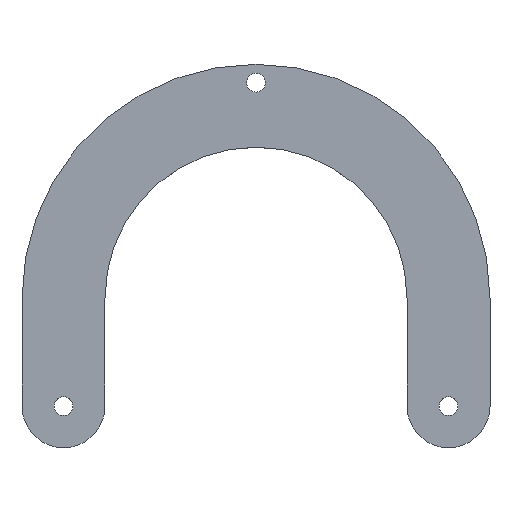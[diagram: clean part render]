
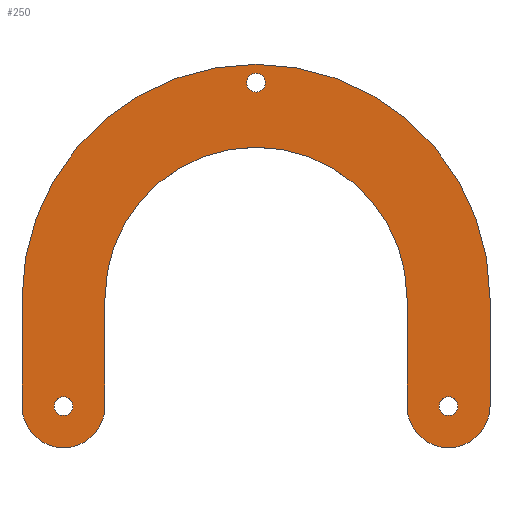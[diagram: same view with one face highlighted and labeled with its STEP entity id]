
A CAD part, top view. The second image highlights one B-rep face of the part: STEP entity #250.
In plain terms, the highlighted planar face has unit normal (0, 0, 1).
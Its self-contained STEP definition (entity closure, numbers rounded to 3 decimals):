
#15=FACE_BOUND('',#52,.T.);
#16=FACE_BOUND('',#53,.T.);
#17=FACE_BOUND('',#54,.T.);
#25=PLANE('',#291);
#38=FACE_OUTER_BOUND('',#51,.T.);
#51=EDGE_LOOP('',(#210,#211,#212,#213,#214,#215,#216,#217));
#52=EDGE_LOOP('',(#218));
#53=EDGE_LOOP('',(#219));
#54=EDGE_LOOP('',(#220));
#64=LINE('',#394,#83);
#68=LINE('',#406,#87);
#72=LINE('',#418,#91);
#76=LINE('',#430,#95);
#83=VECTOR('',#320,10.);
#87=VECTOR('',#332,10.);
#91=VECTOR('',#344,10.);
#95=VECTOR('',#356,10.);
#97=CIRCLE('',#267,2.75);
#99=CIRCLE('',#270,2.75);
#101=CIRCLE('',#273,2.75);
#104=CIRCLE('',#278,12.125);
#106=CIRCLE('',#282,44.135);
#108=CIRCLE('',#286,12.125);
#110=CIRCLE('',#290,68.385);
#111=VERTEX_POINT('',#370);
#113=VERTEX_POINT('',#376);
#115=VERTEX_POINT('',#382);
#119=VERTEX_POINT('',#391);
#120=VERTEX_POINT('',#393);
#122=VERTEX_POINT('',#399);
#124=VERTEX_POINT('',#405);
#126=VERTEX_POINT('',#411);
#128=VERTEX_POINT('',#417);
#130=VERTEX_POINT('',#423);
#132=VERTEX_POINT('',#429);
#133=EDGE_CURVE('',#111,#111,#97,.T.);
#136=EDGE_CURVE('',#113,#113,#99,.T.);
#139=EDGE_CURVE('',#115,#115,#101,.T.);
#144=EDGE_CURVE('',#120,#119,#64,.T.);
#147=EDGE_CURVE('',#122,#120,#104,.T.);
#150=EDGE_CURVE('',#124,#122,#68,.T.);
#153=EDGE_CURVE('',#126,#124,#106,.T.);
#156=EDGE_CURVE('',#128,#126,#72,.T.);
#159=EDGE_CURVE('',#130,#128,#108,.T.);
#162=EDGE_CURVE('',#132,#130,#76,.T.);
#165=EDGE_CURVE('',#119,#132,#110,.T.);
#210=ORIENTED_EDGE('',*,*,#165,.T.);
#211=ORIENTED_EDGE('',*,*,#162,.T.);
#212=ORIENTED_EDGE('',*,*,#159,.T.);
#213=ORIENTED_EDGE('',*,*,#156,.T.);
#214=ORIENTED_EDGE('',*,*,#153,.T.);
#215=ORIENTED_EDGE('',*,*,#150,.T.);
#216=ORIENTED_EDGE('',*,*,#147,.T.);
#217=ORIENTED_EDGE('',*,*,#144,.T.);
#218=ORIENTED_EDGE('',*,*,#133,.T.);
#219=ORIENTED_EDGE('',*,*,#136,.T.);
#220=ORIENTED_EDGE('',*,*,#139,.T.);
#250=ADVANCED_FACE('',(#38,#15,#16,#17),#25,.T.);
#267=AXIS2_PLACEMENT_3D('',#371,#297,#298);
#270=AXIS2_PLACEMENT_3D('',#377,#304,#305);
#273=AXIS2_PLACEMENT_3D('',#383,#311,#312);
#278=AXIS2_PLACEMENT_3D('',#400,#326,#327);
#282=AXIS2_PLACEMENT_3D('',#412,#338,#339);
#286=AXIS2_PLACEMENT_3D('',#424,#350,#351);
#290=AXIS2_PLACEMENT_3D('',#434,#362,#363);
#291=AXIS2_PLACEMENT_3D('',#435,#364,#365);
#297=DIRECTION('center_axis',(0.,0.,-1.));
#298=DIRECTION('ref_axis',(-1.,0.,0.));
#304=DIRECTION('center_axis',(0.,0.,-1.));
#305=DIRECTION('ref_axis',(-1.,0.,0.));
#311=DIRECTION('center_axis',(0.,0.,-1.));
#312=DIRECTION('ref_axis',(-1.,0.,0.));
#320=DIRECTION('',(0.,1.,0.));
#326=DIRECTION('center_axis',(0.,0.,1.));
#327=DIRECTION('ref_axis',(-1.,0.,0.));
#332=DIRECTION('',(0.,-1.,0.));
#338=DIRECTION('center_axis',(0.,0.,-1.));
#339=DIRECTION('ref_axis',(1.,0.,0.));
#344=DIRECTION('',(0.,1.,0.));
#350=DIRECTION('center_axis',(0.,0.,1.));
#351=DIRECTION('ref_axis',(-1.,0.,0.));
#356=DIRECTION('',(0.,-1.,0.));
#362=DIRECTION('center_axis',(0.,0.,1.));
#363=DIRECTION('ref_axis',(1.,0.,0.));
#364=DIRECTION('center_axis',(0.,0.,1.));
#365=DIRECTION('ref_axis',(1.,0.,0.));
#370=CARTESIAN_POINT('',(-53.51,-31.525,6.));
#371=CARTESIAN_POINT('Origin',(-56.26,-31.525,6.));
#376=CARTESIAN_POINT('',(2.75,63.,6.));
#377=CARTESIAN_POINT('Origin',(0.,63.,6.));
#382=CARTESIAN_POINT('',(59.01,-31.525,6.));
#383=CARTESIAN_POINT('Origin',(56.26,-31.525,6.));
#391=CARTESIAN_POINT('',(68.385,0.,6.));
#393=CARTESIAN_POINT('',(68.385,-31.525,6.));
#394=CARTESIAN_POINT('',(68.385,-31.525,6.));
#399=CARTESIAN_POINT('',(44.135,-31.525,6.));
#400=CARTESIAN_POINT('Origin',(56.26,-31.525,6.));
#405=CARTESIAN_POINT('',(44.135,0.,6.));
#406=CARTESIAN_POINT('',(44.135,0.,6.));
#411=CARTESIAN_POINT('',(-44.135,0.,6.));
#412=CARTESIAN_POINT('Origin',(0.,0.,6.));
#417=CARTESIAN_POINT('',(-44.135,-31.525,6.));
#418=CARTESIAN_POINT('',(-44.135,-31.525,6.));
#423=CARTESIAN_POINT('',(-68.385,-31.525,6.));
#424=CARTESIAN_POINT('Origin',(-56.26,-31.525,6.));
#429=CARTESIAN_POINT('',(-68.385,0.,6.));
#430=CARTESIAN_POINT('',(-68.385,0.,6.));
#434=CARTESIAN_POINT('Origin',(0.,0.,6.));
#435=CARTESIAN_POINT('Origin',(0.,12.368,6.));
